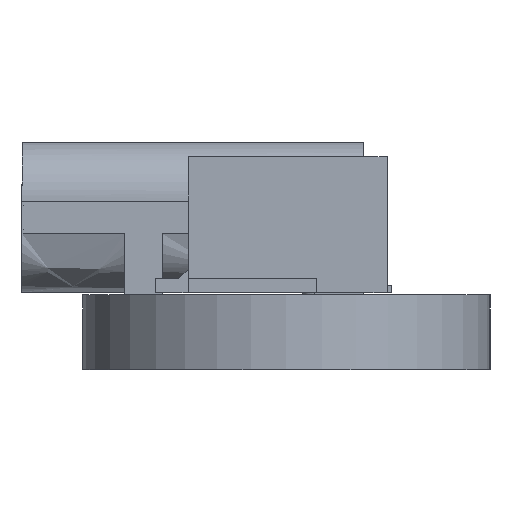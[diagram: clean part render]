
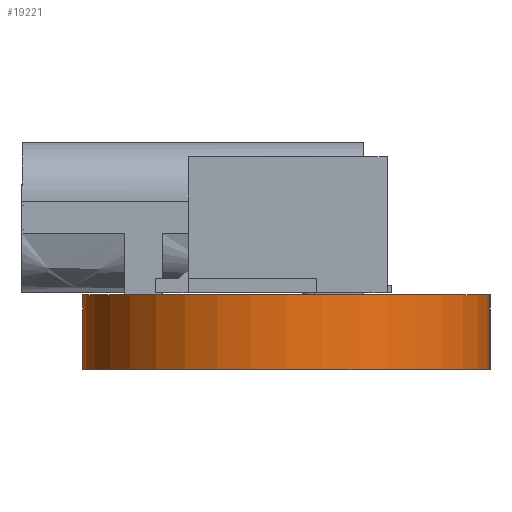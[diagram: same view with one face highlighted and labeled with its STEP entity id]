
A CAD part, left-side view. The second image highlights one B-rep face of the part: STEP entity #19221.
In plain terms, the highlighted cylindrical face has radius 4.35 mm (diameter 8.7 mm), a partial arc.
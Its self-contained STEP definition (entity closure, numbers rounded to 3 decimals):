
#19030 = PLANE('',#19031);
#19031 = AXIS2_PLACEMENT_3D('',#19032,#19033,#19034);
#19032 = CARTESIAN_POINT('',(18.,-4.35,0.));
#19033 = DIRECTION('',(0.,-1.,0.));
#19034 = DIRECTION('',(-1.,0.,0.));
#19055 = VERTEX_POINT('',#19056);
#19056 = CARTESIAN_POINT('',(-18.,-4.35,1.6));
#19070 = PLANE('',#19071);
#19071 = AXIS2_PLACEMENT_3D('',#19072,#19073,#19074);
#19072 = CARTESIAN_POINT('',(0.,0.,1.6)
  );
#19073 = DIRECTION('',(-0.,-0.,-1.));
#19074 = DIRECTION('',(-1.,0.,0.));
#19082 = EDGE_CURVE('',#19083,#19055,#19085,.T.);
#19083 = VERTEX_POINT('',#19084);
#19084 = CARTESIAN_POINT('',(-18.,-4.35,0.));
#19085 = SURFACE_CURVE('',#19086,(#19090,#19097),.PCURVE_S1.);
#19086 = LINE('',#19087,#19088);
#19087 = CARTESIAN_POINT('',(-18.,-4.35,0.));
#19088 = VECTOR('',#19089,1.);
#19089 = DIRECTION('',(0.,0.,1.));
#19090 = PCURVE('',#19030,#19091);
#19091 = DEFINITIONAL_REPRESENTATION('',(#19092),#19096);
#19092 = LINE('',#19093,#19094);
#19093 = CARTESIAN_POINT('',(36.,0.));
#19094 = VECTOR('',#19095,1.);
#19095 = DIRECTION('',(0.,-1.));
#19096 = ( GEOMETRIC_REPRESENTATION_CONTEXT(2) 
PARAMETRIC_REPRESENTATION_CONTEXT() REPRESENTATION_CONTEXT('2D SPACE',''
  ) );
#19097 = PCURVE('',#19098,#19103);
#19098 = CYLINDRICAL_SURFACE('',#19099,4.35);
#19099 = AXIS2_PLACEMENT_3D('',#19100,#19101,#19102);
#19100 = CARTESIAN_POINT('',(-18.,-0.,0.));
#19101 = DIRECTION('',(-0.,-0.,-1.));
#19102 = DIRECTION('',(1.,0.,-0.));
#19103 = DEFINITIONAL_REPRESENTATION('',(#19104),#19108);
#19104 = LINE('',#19105,#19106);
#19105 = CARTESIAN_POINT('',(-4.712,0.));
#19106 = VECTOR('',#19107,1.);
#19107 = DIRECTION('',(-0.,-1.));
#19108 = ( GEOMETRIC_REPRESENTATION_CONTEXT(2) 
PARAMETRIC_REPRESENTATION_CONTEXT() REPRESENTATION_CONTEXT('2D SPACE',''
  ) );
#19124 = PLANE('',#19125);
#19125 = AXIS2_PLACEMENT_3D('',#19126,#19127,#19128);
#19126 = CARTESIAN_POINT('',(0.,0.,0.)
  );
#19127 = DIRECTION('',(-0.,-0.,-1.));
#19128 = DIRECTION('',(-1.,0.,0.));
#19184 = PLANE('',#19185);
#19185 = AXIS2_PLACEMENT_3D('',#19186,#19187,#19188);
#19186 = CARTESIAN_POINT('',(-18.,4.35,0.));
#19187 = DIRECTION('',(0.,1.,0.));
#19188 = DIRECTION('',(1.,0.,0.));
#19221 = ADVANCED_FACE('',(#19222),#19098,.T.);
#19222 = FACE_BOUND('',#19223,.F.);
#19223 = EDGE_LOOP('',(#19224,#19249,#19275,#19276));
#19224 = ORIENTED_EDGE('',*,*,#19225,.T.);
#19225 = EDGE_CURVE('',#19226,#19228,#19230,.T.);
#19226 = VERTEX_POINT('',#19227);
#19227 = CARTESIAN_POINT('',(-18.,4.35,0.));
#19228 = VERTEX_POINT('',#19229);
#19229 = CARTESIAN_POINT('',(-18.,4.35,1.6));
#19230 = SURFACE_CURVE('',#19231,(#19235,#19242),.PCURVE_S1.);
#19231 = LINE('',#19232,#19233);
#19232 = CARTESIAN_POINT('',(-18.,4.35,0.));
#19233 = VECTOR('',#19234,1.);
#19234 = DIRECTION('',(0.,0.,1.));
#19235 = PCURVE('',#19098,#19236);
#19236 = DEFINITIONAL_REPRESENTATION('',(#19237),#19241);
#19237 = LINE('',#19238,#19239);
#19238 = CARTESIAN_POINT('',(-1.571,0.));
#19239 = VECTOR('',#19240,1.);
#19240 = DIRECTION('',(-0.,-1.));
#19241 = ( GEOMETRIC_REPRESENTATION_CONTEXT(2) 
PARAMETRIC_REPRESENTATION_CONTEXT() REPRESENTATION_CONTEXT('2D SPACE',''
  ) );
#19242 = PCURVE('',#19184,#19243);
#19243 = DEFINITIONAL_REPRESENTATION('',(#19244),#19248);
#19244 = LINE('',#19245,#19246);
#19245 = CARTESIAN_POINT('',(0.,0.));
#19246 = VECTOR('',#19247,1.);
#19247 = DIRECTION('',(0.,-1.));
#19248 = ( GEOMETRIC_REPRESENTATION_CONTEXT(2) 
PARAMETRIC_REPRESENTATION_CONTEXT() REPRESENTATION_CONTEXT('2D SPACE',''
  ) );
#19249 = ORIENTED_EDGE('',*,*,#19250,.T.);
#19250 = EDGE_CURVE('',#19228,#19055,#19251,.T.);
#19251 = SURFACE_CURVE('',#19252,(#19257,#19264),.PCURVE_S1.);
#19252 = CIRCLE('',#19253,4.35);
#19253 = AXIS2_PLACEMENT_3D('',#19254,#19255,#19256);
#19254 = CARTESIAN_POINT('',(-18.,0.,1.6));
#19255 = DIRECTION('',(0.,0.,1.));
#19256 = DIRECTION('',(1.,0.,-0.));
#19257 = PCURVE('',#19098,#19258);
#19258 = DEFINITIONAL_REPRESENTATION('',(#19259),#19263);
#19259 = LINE('',#19260,#19261);
#19260 = CARTESIAN_POINT('',(-0.,-1.6));
#19261 = VECTOR('',#19262,1.);
#19262 = DIRECTION('',(-1.,0.));
#19263 = ( GEOMETRIC_REPRESENTATION_CONTEXT(2) 
PARAMETRIC_REPRESENTATION_CONTEXT() REPRESENTATION_CONTEXT('2D SPACE',''
  ) );
#19264 = PCURVE('',#19070,#19265);
#19265 = DEFINITIONAL_REPRESENTATION('',(#19266),#19274);
#19266 = ( BOUNDED_CURVE() B_SPLINE_CURVE(2,(#19267,#19268,#19269,#19270
    ,#19271,#19272,#19273),.UNSPECIFIED.,.T.,.F.) 
B_SPLINE_CURVE_WITH_KNOTS((1,2,2,2,2,1),(-2.094,0.,
    2.094,4.189,6.283,8.378),
.UNSPECIFIED.) CURVE() GEOMETRIC_REPRESENTATION_ITEM() 
RATIONAL_B_SPLINE_CURVE((1.,0.5,1.,0.5,1.,0.5,1.)) REPRESENTATION_ITEM(
  '') );
#19267 = CARTESIAN_POINT('',(13.65,0.));
#19268 = CARTESIAN_POINT('',(13.65,7.534));
#19269 = CARTESIAN_POINT('',(20.175,3.767));
#19270 = CARTESIAN_POINT('',(26.7,0.));
#19271 = CARTESIAN_POINT('',(20.175,-3.767));
#19272 = CARTESIAN_POINT('',(13.65,-7.534));
#19273 = CARTESIAN_POINT('',(13.65,0.));
#19274 = ( GEOMETRIC_REPRESENTATION_CONTEXT(2) 
PARAMETRIC_REPRESENTATION_CONTEXT() REPRESENTATION_CONTEXT('2D SPACE',''
  ) );
#19275 = ORIENTED_EDGE('',*,*,#19082,.F.);
#19276 = ORIENTED_EDGE('',*,*,#19277,.F.);
#19277 = EDGE_CURVE('',#19226,#19083,#19278,.T.);
#19278 = SURFACE_CURVE('',#19279,(#19284,#19291),.PCURVE_S1.);
#19279 = CIRCLE('',#19280,4.35);
#19280 = AXIS2_PLACEMENT_3D('',#19281,#19282,#19283);
#19281 = CARTESIAN_POINT('',(-18.,-0.,0.));
#19282 = DIRECTION('',(0.,0.,1.));
#19283 = DIRECTION('',(1.,0.,-0.));
#19284 = PCURVE('',#19098,#19285);
#19285 = DEFINITIONAL_REPRESENTATION('',(#19286),#19290);
#19286 = LINE('',#19287,#19288);
#19287 = CARTESIAN_POINT('',(-0.,0.));
#19288 = VECTOR('',#19289,1.);
#19289 = DIRECTION('',(-1.,0.));
#19290 = ( GEOMETRIC_REPRESENTATION_CONTEXT(2) 
PARAMETRIC_REPRESENTATION_CONTEXT() REPRESENTATION_CONTEXT('2D SPACE',''
  ) );
#19291 = PCURVE('',#19124,#19292);
#19292 = DEFINITIONAL_REPRESENTATION('',(#19293),#19301);
#19293 = ( BOUNDED_CURVE() B_SPLINE_CURVE(2,(#19294,#19295,#19296,#19297
    ,#19298,#19299,#19300),.UNSPECIFIED.,.T.,.F.) 
B_SPLINE_CURVE_WITH_KNOTS((1,2,2,2,2,1),(-2.094,0.,
    2.094,4.189,6.283,8.378),
.UNSPECIFIED.) CURVE() GEOMETRIC_REPRESENTATION_ITEM() 
RATIONAL_B_SPLINE_CURVE((1.,0.5,1.,0.5,1.,0.5,1.)) REPRESENTATION_ITEM(
  '') );
#19294 = CARTESIAN_POINT('',(13.65,0.));
#19295 = CARTESIAN_POINT('',(13.65,7.534));
#19296 = CARTESIAN_POINT('',(20.175,3.767));
#19297 = CARTESIAN_POINT('',(26.7,0.));
#19298 = CARTESIAN_POINT('',(20.175,-3.767));
#19299 = CARTESIAN_POINT('',(13.65,-7.534));
#19300 = CARTESIAN_POINT('',(13.65,0.));
#19301 = ( GEOMETRIC_REPRESENTATION_CONTEXT(2) 
PARAMETRIC_REPRESENTATION_CONTEXT() REPRESENTATION_CONTEXT('2D SPACE',''
  ) );
